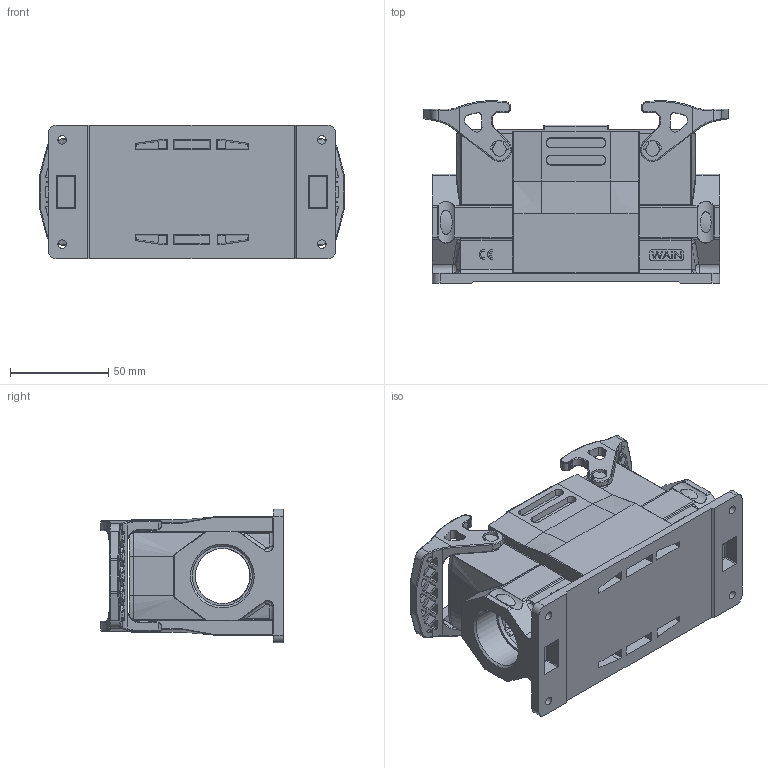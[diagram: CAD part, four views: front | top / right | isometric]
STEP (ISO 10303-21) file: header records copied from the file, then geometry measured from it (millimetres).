
FILE_DESCRIPTION(/* description */ (''),/* implementation_level */ '2;1');
FILE_NAME(/* name */ '3D_1290242471502_HM24B.P-SFH-2L-2M32_V1.0.stp',/* time_stamp */ '2024-03-20T14:26:40+08:00',/* author */ (''),/* organization */ (''),/* preprocessor_version */ 'ST-DEVELOPER v18.1',/* originating_system */ 'SIEMENS PLM Software NX 1980',/* authorisation */ '');
FILE_SCHEMA (('AUTOMOTIVE_DESIGN { 1 0 10303 214 3 1 1 1 }'));
Products named in the file (1): 3D_1290242471502_HM24B.P-SFH-2L-2M32_V1.0_stp
Bounding box: 155 x 92.84 x 68 mm (x, y, z)
Volume: 230250.4 mm3; surface area: 122177.3 mm2
Topology: 1 solids, 2 shells, 1932 faces, 5218 edges, 3336 vertices
Faces by surface type: plane 965, cylinder 660, torus 188, bspline 64, cone 30, sphere 24, extrusion 1
Full cylindrical faces by diameter (mm): 4.4 x4, 6.8 x4, 28 x1, 30.4 x2
Entity records: 74661 total; most frequent: CARTESIAN_POINT 19110, ORIENTED_EDGE 10382, DIRECTION 8649, EDGE_CURVE 5191, VERTEX_POINT 3327, VECTOR 3003, LINE 3002, AXIS2_PLACEMENT_3D 2823
